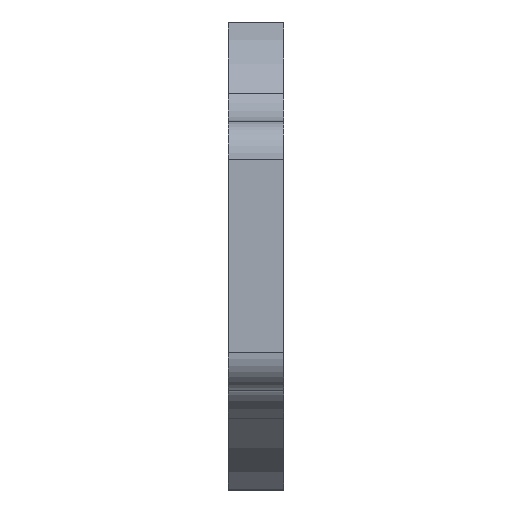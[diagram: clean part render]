
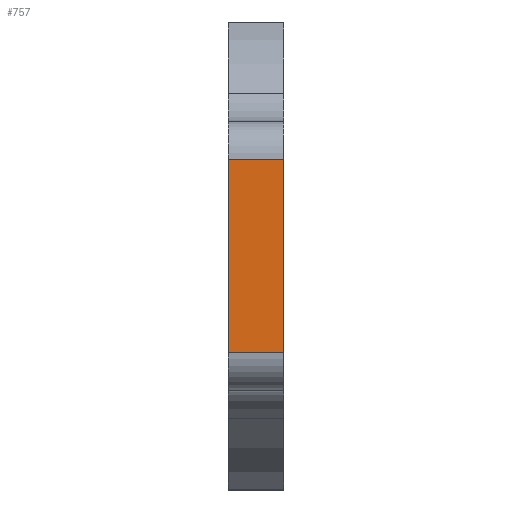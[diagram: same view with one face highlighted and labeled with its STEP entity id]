
A CAD part, left-side view. The second image highlights one B-rep face of the part: STEP entity #757.
In plain terms, the highlighted planar face has unit normal (-1, 0, 0).
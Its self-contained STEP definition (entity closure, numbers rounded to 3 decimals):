
#17 = VERTEX_POINT ( 'NONE', #1324 ) ;
#29 = DIRECTION ( 'NONE',  ( 0., -1., 0. ) ) ;
#130 = CARTESIAN_POINT ( 'NONE',  ( -85.435, -8., -32. ) ) ;
#172 = EDGE_CURVE ( 'NONE', #2418, #232, #1811, .T. ) ;
#202 = ORIENTED_EDGE ( 'NONE', *, *, #172, .F. ) ;
#232 = VERTEX_POINT ( 'NONE', #556 ) ;
#324 = DIRECTION ( 'NONE',  ( 0., -1., 0. ) ) ;
#331 = CARTESIAN_POINT ( 'NONE',  ( -85.435, 0., -32. ) ) ;
#373 = CARTESIAN_POINT ( 'NONE',  ( -85.435, 0., -14.036 ) ) ;
#442 = DIRECTION ( 'NONE',  ( -1., 0., 0. ) ) ;
#556 = CARTESIAN_POINT ( 'NONE',  ( -85.435, 0., 14.036 ) ) ;
#638 = LINE ( 'NONE', #1250, #1479 ) ;
#660 = LINE ( 'NONE', #130, #790 ) ;
#742 = EDGE_LOOP ( 'NONE', ( #1292, #831, #1573, #202 ) ) ;
#757 = ADVANCED_FACE ( 'NONE', ( #1607 ), #2438, .T. ) ;
#790 = VECTOR ( 'NONE', #1342, 1000. ) ;
#831 = ORIENTED_EDGE ( 'NONE', *, *, #947, .T. ) ;
#947 = EDGE_CURVE ( 'NONE', #17, #1236, #660, .T. ) ;
#1236 = VERTEX_POINT ( 'NONE', #1348 ) ;
#1250 = CARTESIAN_POINT ( 'NONE',  ( -85.435, 19., 14.036 ) ) ;
#1292 = ORIENTED_EDGE ( 'NONE', *, *, #1835, .T. ) ;
#1324 = CARTESIAN_POINT ( 'NONE',  ( -85.435, -8., -14.036 ) ) ;
#1340 = LINE ( 'NONE', #2168, #2005 ) ;
#1342 = DIRECTION ( 'NONE',  ( 0., 0., 1. ) ) ;
#1348 = CARTESIAN_POINT ( 'NONE',  ( -85.435, -8., 14.036 ) ) ;
#1360 = DIRECTION ( 'NONE',  ( 0., 0., 1. ) ) ;
#1408 = CARTESIAN_POINT ( 'NONE',  ( -85.435, -8., -32. ) ) ;
#1479 = VECTOR ( 'NONE', #29, 1000. ) ;
#1573 = ORIENTED_EDGE ( 'NONE', *, *, #2434, .F. ) ;
#1607 = FACE_OUTER_BOUND ( 'NONE', #742, .T. ) ;
#1721 = VECTOR ( 'NONE', #1360, 1000. ) ;
#1811 = LINE ( 'NONE', #331, #1721 ) ;
#1835 = EDGE_CURVE ( 'NONE', #2418, #17, #1340, .T. ) ;
#2005 = VECTOR ( 'NONE', #324, 1000. ) ;
#2075 = AXIS2_PLACEMENT_3D ( 'NONE', #1408, #442, #2306 ) ;
#2168 = CARTESIAN_POINT ( 'NONE',  ( -85.435, 19., -14.036 ) ) ;
#2306 = DIRECTION ( 'NONE',  ( 0., 0., 1. ) ) ;
#2418 = VERTEX_POINT ( 'NONE', #373 ) ;
#2434 = EDGE_CURVE ( 'NONE', #232, #1236, #638, .T. ) ;
#2438 = PLANE ( 'NONE',  #2075 ) ;
